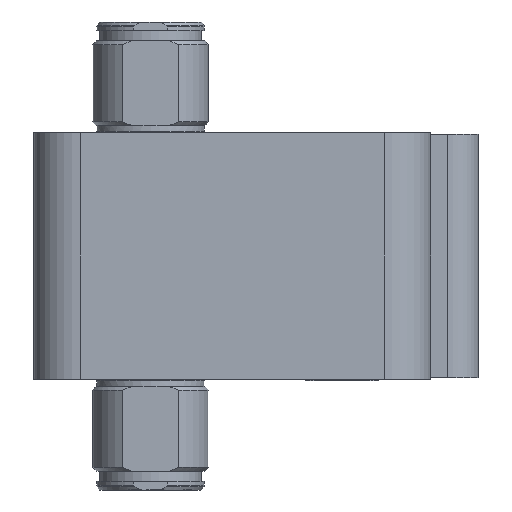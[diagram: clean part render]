
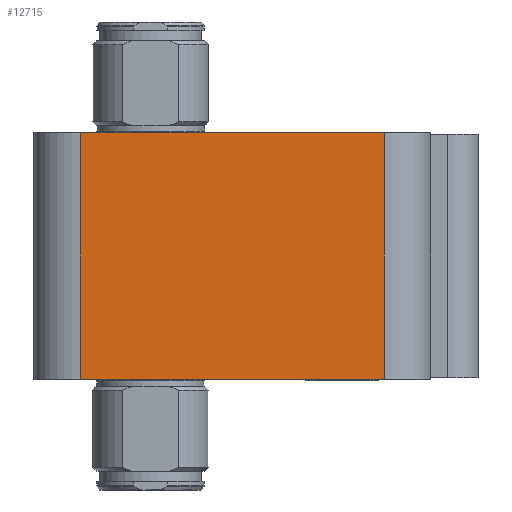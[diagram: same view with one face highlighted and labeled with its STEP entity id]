
A CAD part, front view. The second image highlights one B-rep face of the part: STEP entity #12715.
In plain terms, the highlighted planar face has unit normal (0, -1, 0).
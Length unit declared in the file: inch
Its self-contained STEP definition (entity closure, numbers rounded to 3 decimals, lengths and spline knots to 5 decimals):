
#8413 = EDGE_CURVE ( 'NONE', #21752, #71268, #120404, .T. ) ;
#12715 = ADVANCED_FACE ( 'NONE', ( #90565 ), #39992, .F. ) ;
#20886 = VECTOR ( 'NONE', #69266, 39.37008 ) ;
#21752 = VERTEX_POINT ( 'NONE', #94790 ) ;
#21980 = CARTESIAN_POINT ( 'NONE',  ( -1.03, -0.785, -0.834 ) ) ;
#23996 = ORIENTED_EDGE ( 'NONE', *, *, #80748, .T. ) ;
#29187 = CARTESIAN_POINT ( 'NONE',  ( -1.03, -0.785, 0.834 ) ) ;
#31678 = DIRECTION ( 'NONE',  ( 1., 0., 0. ) ) ;
#39992 = PLANE ( 'NONE',  #64838 ) ;
#40244 = CARTESIAN_POINT ( 'NONE',  ( -1.03, -0.785, 0.834 ) ) ;
#48324 = CARTESIAN_POINT ( 'NONE',  ( 1.03, -0.785, -0.834 ) ) ;
#55997 = CARTESIAN_POINT ( 'NONE',  ( 1.03, -0.785, 0.834 ) ) ;
#58858 = EDGE_CURVE ( 'NONE', #81753, #71268, #114373, .T. ) ;
#60364 = DIRECTION ( 'NONE',  ( 0., 0., 1. ) ) ;
#60686 = ORIENTED_EDGE ( 'NONE', *, *, #8413, .T. ) ;
#64596 = EDGE_LOOP ( 'NONE', ( #60686, #119353, #120813, #23996 ) ) ;
#64838 = AXIS2_PLACEMENT_3D ( 'NONE', #80035, #120085, #60364 ) ;
#66787 = CARTESIAN_POINT ( 'NONE',  ( -1.03, -0.785, 0.834 ) ) ;
#67398 = VECTOR ( 'NONE', #124885, 39.37008 ) ;
#69266 = DIRECTION ( 'NONE',  ( 0., 0., -1. ) ) ;
#71268 = VERTEX_POINT ( 'NONE', #48324 ) ;
#71883 = DIRECTION ( 'NONE',  ( 1., 0., 0. ) ) ;
#80035 = CARTESIAN_POINT ( 'NONE',  ( -1.03, -0.785, 0.834 ) ) ;
#80748 = EDGE_CURVE ( 'NONE', #104810, #21752, #119071, .T. ) ;
#81566 = LINE ( 'NONE', #40244, #120698 ) ;
#81753 = VERTEX_POINT ( 'NONE', #88127 ) ;
#88127 = CARTESIAN_POINT ( 'NONE',  ( 1.03, -0.785, 0.834 ) ) ;
#89827 = EDGE_CURVE ( 'NONE', #104810, #81753, #81566, .T. ) ;
#90565 = FACE_OUTER_BOUND ( 'NONE', #64596, .T. ) ;
#94790 = CARTESIAN_POINT ( 'NONE',  ( -1.03, -0.785, -0.834 ) ) ;
#104810 = VERTEX_POINT ( 'NONE', #66787 ) ;
#112323 = VECTOR ( 'NONE', #71883, 39.37008 ) ;
#114373 = LINE ( 'NONE', #55997, #67398 ) ;
#119071 = LINE ( 'NONE', #29187, #20886 ) ;
#119353 = ORIENTED_EDGE ( 'NONE', *, *, #58858, .F. ) ;
#120085 = DIRECTION ( 'NONE',  ( 0., 1., 0. ) ) ;
#120404 = LINE ( 'NONE', #21980, #112323 ) ;
#120698 = VECTOR ( 'NONE', #31678, 39.37008 ) ;
#120813 = ORIENTED_EDGE ( 'NONE', *, *, #89827, .F. ) ;
#124885 = DIRECTION ( 'NONE',  ( 0., 0., -1. ) ) ;
